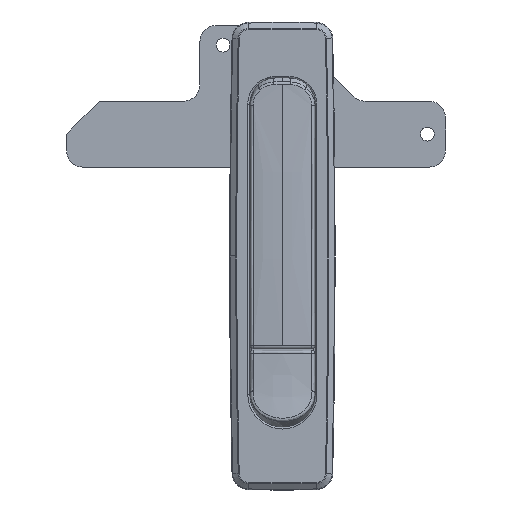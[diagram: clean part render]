
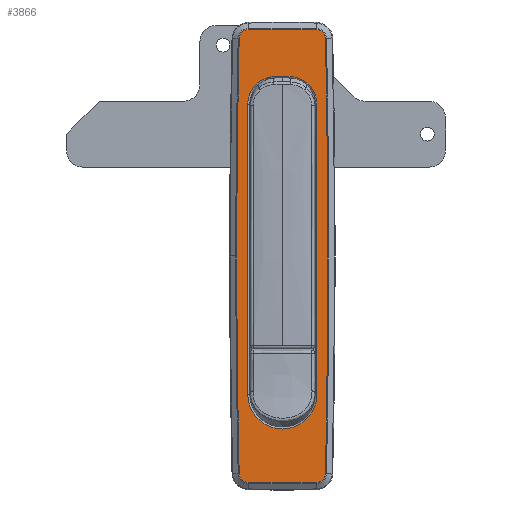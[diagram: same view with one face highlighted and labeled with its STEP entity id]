
A CAD part, top view. The second image highlights one B-rep face of the part: STEP entity #3866.
In plain terms, the highlighted planar face has unit normal (0, 0, 1).
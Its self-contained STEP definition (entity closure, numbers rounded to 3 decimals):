
#78 = EDGE_CURVE ( 'NONE', #13948, #18016, #18102, .T. ) ;
#105 = AXIS2_PLACEMENT_3D ( 'NONE', #14265, #2819, #16201 ) ;
#356 = DIRECTION ( 'NONE',  ( -1., 0., 0. ) ) ;
#391 = EDGE_CURVE ( 'NONE', #20799, #10578, #3765, .T. ) ;
#469 = CIRCLE ( 'NONE', #7546, 2.833 ) ;
#714 = CARTESIAN_POINT ( 'NONE',  ( -10.349, 26.699, 3. ) ) ;
#940 = EDGE_CURVE ( 'NONE', #19542, #13948, #12674, .T. ) ;
#1162 = EDGE_CURVE ( 'NONE', #2581, #7244, #4607, .T. ) ;
#1176 = ORIENTED_EDGE ( 'NONE', *, *, #78, .T. ) ;
#1691 = CARTESIAN_POINT ( 'NONE',  ( -13.108, -107.929, 3. ) ) ;
#1778 = VERTEX_POINT ( 'NONE', #15613 ) ;
#1935 = CARTESIAN_POINT ( 'NONE',  ( -13.108, 23.929, 3. ) ) ;
#1972 = VERTEX_POINT ( 'NONE', #9519 ) ;
#2124 = DIRECTION ( 'NONE',  ( 0., 0., 1. ) ) ;
#2529 = CARTESIAN_POINT ( 'NONE',  ( -10.5, -84., 3. ) ) ;
#2581 = VERTEX_POINT ( 'NONE', #19240 ) ;
#2610 = ORIENTED_EDGE ( 'NONE', *, *, #391, .T. ) ;
#2819 = DIRECTION ( 'NONE',  ( 0., 0., 1. ) ) ;
#2869 = ORIENTED_EDGE ( 'NONE', *, *, #12917, .T. ) ;
#2956 = CARTESIAN_POINT ( 'NONE',  ( -5.138, -173.567, 3. ) ) ;
#3133 = EDGE_CURVE ( 'NONE', #1972, #1778, #3697, .T. ) ;
#3351 = VERTEX_POINT ( 'NONE', #8144 ) ;
#3697 = LINE ( 'NONE', #24594, #23443 ) ;
#3765 = CIRCLE ( 'NONE', #13071, 2997.833 ) ;
#3866 = ADVANCED_FACE ( 'NONE', ( #11427, #21020 ), #8903, .F. ) ;
#3969 = AXIS2_PLACEMENT_3D ( 'NONE', #13942, #12911, #24311 ) ;
#4082 = EDGE_CURVE ( 'NONE', #12622, #18800, #16792, .T. ) ;
#4607 = CIRCLE ( 'NONE', #3969, 2997.833 ) ;
#4657 = DIRECTION ( 'NONE',  ( 0., 0., -1. ) ) ;
#4916 = AXIS2_PLACEMENT_3D ( 'NONE', #10026, #15950, #17885 ) ;
#4926 = CARTESIAN_POINT ( 'NONE',  ( -10.5, -173.567, 3. ) ) ;
#5086 = CARTESIAN_POINT ( 'NONE',  ( -10.349, -110.699, 3. ) ) ;
#5312 = CIRCLE ( 'NONE', #105, 2997.833 ) ;
#5615 = EDGE_CURVE ( 'NONE', #17169, #8990, #22121, .T. ) ;
#6540 = DIRECTION ( 'NONE',  ( 0., 0., 1. ) ) ;
#6834 = ORIENTED_EDGE ( 'NONE', *, *, #3133, .T. ) ;
#6846 = CARTESIAN_POINT ( 'NONE',  ( 0., -371., 3. ) ) ;
#6858 = ORIENTED_EDGE ( 'NONE', *, *, #15309, .T. ) ;
#7244 = VERTEX_POINT ( 'NONE', #1691 ) ;
#7546 = AXIS2_PLACEMENT_3D ( 'NONE', #20297, #22231, #14584 ) ;
#8097 = DIRECTION ( 'NONE',  ( -1., 0., 0. ) ) ;
#8123 = AXIS2_PLACEMENT_3D ( 'NONE', #17970, #6540, #19893 ) ;
#8144 = CARTESIAN_POINT ( 'NONE',  ( 10.349, -110.699, 3. ) ) ;
#8269 = EDGE_LOOP ( 'NONE', ( #23221, #14137, #9479, #9178, #2869, #2610, #11654, #24182, #1176 ) ) ;
#8321 = CARTESIAN_POINT ( 'NONE',  ( -10.276, -107.866, 3. ) ) ;
#8323 = AXIS2_PLACEMENT_3D ( 'NONE', #8321, #21710, #10208 ) ;
#8374 = CIRCLE ( 'NONE', #8123, 2.833 ) ;
#8784 = ORIENTED_EDGE ( 'NONE', *, *, #12282, .T. ) ;
#8903 = PLANE ( 'NONE',  #21010 ) ;
#8990 = VERTEX_POINT ( 'NONE', #13229 ) ;
#9178 = ORIENTED_EDGE ( 'NONE', *, *, #22162, .T. ) ;
#9479 = ORIENTED_EDGE ( 'NONE', *, *, #21188, .T. ) ;
#9519 = CARTESIAN_POINT ( 'NONE',  ( 10.5, 4., 3. ) ) ;
#9834 = ORIENTED_EDGE ( 'NONE', *, *, #5615, .T. ) ;
#10026 = CARTESIAN_POINT ( 'NONE',  ( 2., 4., 3. ) ) ;
#10066 = CIRCLE ( 'NONE', #14358, 10.5 ) ;
#10208 = DIRECTION ( 'NONE',  ( -1., 0., 0. ) ) ;
#10396 = CARTESIAN_POINT ( 'NONE',  ( -10.276, 23.866, 3. ) ) ;
#10519 = DIRECTION ( 'NONE',  ( 0., 1., 0. ) ) ;
#10554 = DIRECTION ( 'NONE',  ( 0., 0., 1. ) ) ;
#10555 = CARTESIAN_POINT ( 'NONE',  ( 13.108, -107.929, 3. ) ) ;
#10578 = VERTEX_POINT ( 'NONE', #14570 ) ;
#10636 = EDGE_CURVE ( 'NONE', #18800, #1972, #11036, .T. ) ;
#11036 = CIRCLE ( 'NONE', #4916, 8.5 ) ;
#11082 = CARTESIAN_POINT ( 'NONE',  ( 0., 287., 3. ) ) ;
#11427 = FACE_BOUND ( 'NONE', #21205, .T. ) ;
#11654 = ORIENTED_EDGE ( 'NONE', *, *, #18155, .T. ) ;
#11693 = VECTOR ( 'NONE', #17889, 1000. ) ;
#11803 = DIRECTION ( 'NONE',  ( 0., 0., -1. ) ) ;
#12221 = CARTESIAN_POINT ( 'NONE',  ( 2., 12.5, 3. ) ) ;
#12282 = EDGE_CURVE ( 'NONE', #1778, #17169, #10066, .T. ) ;
#12330 = DIRECTION ( 'NONE',  ( -1., 0., 0. ) ) ;
#12622 = VERTEX_POINT ( 'NONE', #18303 ) ;
#12674 = CIRCLE ( 'NONE', #15948, 397.833 ) ;
#12911 = DIRECTION ( 'NONE',  ( 0., 0., 1. ) ) ;
#12917 = EDGE_CURVE ( 'NONE', #3351, #20799, #469, .T. ) ;
#12991 = VERTEX_POINT ( 'NONE', #5086 ) ;
#13004 = DIRECTION ( 'NONE',  ( -1., 0., 0. ) ) ;
#13071 = AXIS2_PLACEMENT_3D ( 'NONE', #13583, #2124, #15498 ) ;
#13229 = CARTESIAN_POINT ( 'NONE',  ( -10.5, 4., 3. ) ) ;
#13583 = CARTESIAN_POINT ( 'NONE',  ( -2984., -42., 3. ) ) ;
#13942 = CARTESIAN_POINT ( 'NONE',  ( 2984., -42., 3. ) ) ;
#13948 = VERTEX_POINT ( 'NONE', #714 ) ;
#14137 = ORIENTED_EDGE ( 'NONE', *, *, #1162, .T. ) ;
#14265 = CARTESIAN_POINT ( 'NONE',  ( 2984., -42., 3. ) ) ;
#14358 = AXIS2_PLACEMENT_3D ( 'NONE', #16685, #19855, #8097 ) ;
#14570 = CARTESIAN_POINT ( 'NONE',  ( 13.108, 23.929, 3. ) ) ;
#14584 = DIRECTION ( 'NONE',  ( -1., 0., 0. ) ) ;
#14816 = AXIS2_PLACEMENT_3D ( 'NONE', #10396, #23825, #12330 ) ;
#15309 = EDGE_CURVE ( 'NONE', #8990, #12622, #15896, .T. ) ;
#15341 = CARTESIAN_POINT ( 'NONE',  ( 10.349, 26.699, 3. ) ) ;
#15498 = DIRECTION ( 'NONE',  ( -1., 0., 0. ) ) ;
#15613 = CARTESIAN_POINT ( 'NONE',  ( 10.5, -84., 3. ) ) ;
#15896 = CIRCLE ( 'NONE', #16690, 8.5 ) ;
#15948 = AXIS2_PLACEMENT_3D ( 'NONE', #6846, #10554, #20022 ) ;
#15950 = DIRECTION ( 'NONE',  ( 0., 0., -1. ) ) ;
#15956 = CARTESIAN_POINT ( 'NONE',  ( -5.138, 12.5, 3. ) ) ;
#16201 = DIRECTION ( 'NONE',  ( -1., 0., 0. ) ) ;
#16524 = ORIENTED_EDGE ( 'NONE', *, *, #10636, .T. ) ;
#16685 = CARTESIAN_POINT ( 'NONE',  ( 0., -84., 3. ) ) ;
#16690 = AXIS2_PLACEMENT_3D ( 'NONE', #23301, #11803, #356 ) ;
#16792 = LINE ( 'NONE', #15956, #11693 ) ;
#17043 = VECTOR ( 'NONE', #10519, 1000. ) ;
#17169 = VERTEX_POINT ( 'NONE', #2529 ) ;
#17885 = DIRECTION ( 'NONE',  ( -1., 0., 0. ) ) ;
#17889 = DIRECTION ( 'NONE',  ( 1., 0., 0. ) ) ;
#17970 = CARTESIAN_POINT ( 'NONE',  ( 10.276, 23.866, 3. ) ) ;
#18016 = VERTEX_POINT ( 'NONE', #1935 ) ;
#18024 = DIRECTION ( 'NONE',  ( -1., 0., 0. ) ) ;
#18102 = CIRCLE ( 'NONE', #14816, 2.833 ) ;
#18155 = EDGE_CURVE ( 'NONE', #10578, #19542, #8374, .T. ) ;
#18303 = CARTESIAN_POINT ( 'NONE',  ( -2., 12.5, 3. ) ) ;
#18800 = VERTEX_POINT ( 'NONE', #12221 ) ;
#19240 = CARTESIAN_POINT ( 'NONE',  ( -13.833, -42., 3. ) ) ;
#19450 = AXIS2_PLACEMENT_3D ( 'NONE', #11082, #24482, #13004 ) ;
#19542 = VERTEX_POINT ( 'NONE', #15341 ) ;
#19855 = DIRECTION ( 'NONE',  ( 0., 0., -1. ) ) ;
#19893 = DIRECTION ( 'NONE',  ( -1., 0., 0. ) ) ;
#20022 = DIRECTION ( 'NONE',  ( -1., 0., 0. ) ) ;
#20186 = EDGE_CURVE ( 'NONE', #18016, #2581, #5312, .T. ) ;
#20297 = CARTESIAN_POINT ( 'NONE',  ( 10.276, -107.866, 3. ) ) ;
#20799 = VERTEX_POINT ( 'NONE', #10555 ) ;
#20802 = CIRCLE ( 'NONE', #19450, 397.833 ) ;
#21010 = AXIS2_PLACEMENT_3D ( 'NONE', #2956, #4657, #18024 ) ;
#21020 = FACE_OUTER_BOUND ( 'NONE', #8269, .T. ) ;
#21188 = EDGE_CURVE ( 'NONE', #7244, #12991, #22945, .T. ) ;
#21205 = EDGE_LOOP ( 'NONE', ( #9834, #6858, #22150, #16524, #6834, #8784 ) ) ;
#21710 = DIRECTION ( 'NONE',  ( 0., 0., 1. ) ) ;
#21778 = DIRECTION ( 'NONE',  ( 0., -1., 0. ) ) ;
#22121 = LINE ( 'NONE', #4926, #17043 ) ;
#22150 = ORIENTED_EDGE ( 'NONE', *, *, #4082, .T. ) ;
#22162 = EDGE_CURVE ( 'NONE', #12991, #3351, #20802, .T. ) ;
#22231 = DIRECTION ( 'NONE',  ( 0., 0., 1. ) ) ;
#22945 = CIRCLE ( 'NONE', #8323, 2.833 ) ;
#23221 = ORIENTED_EDGE ( 'NONE', *, *, #20186, .T. ) ;
#23301 = CARTESIAN_POINT ( 'NONE',  ( -2., 4., 3. ) ) ;
#23443 = VECTOR ( 'NONE', #21778, 1000. ) ;
#23825 = DIRECTION ( 'NONE',  ( 0., 0., 1. ) ) ;
#24182 = ORIENTED_EDGE ( 'NONE', *, *, #940, .T. ) ;
#24311 = DIRECTION ( 'NONE',  ( -1., 0., 0. ) ) ;
#24482 = DIRECTION ( 'NONE',  ( 0., 0., 1. ) ) ;
#24594 = CARTESIAN_POINT ( 'NONE',  ( 10.5, -173.567, 3. ) ) ;
